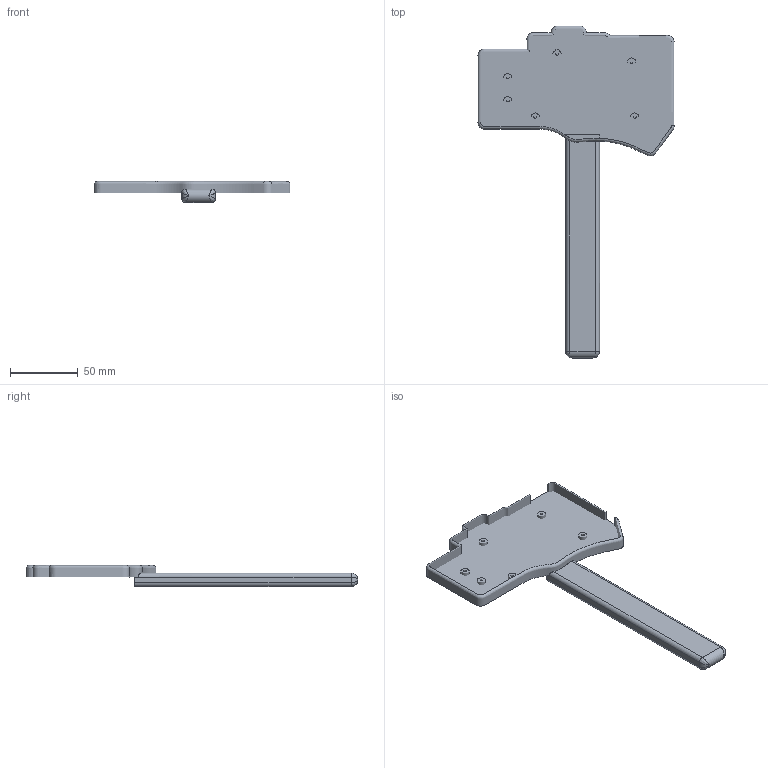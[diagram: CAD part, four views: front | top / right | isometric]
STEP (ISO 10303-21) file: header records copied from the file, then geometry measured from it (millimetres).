
FILE_DESCRIPTION(/* description */ ('STEP AP242','CAx-IF Rec.Pracs.---Representation and Presentation of Product Manufacturing Information (PMI)---4.0---2014-10-13','CAx-IF Rec.Pracs.---3D Tessellated Geometry---0.4---2014-09-14','2;1'),/* implementation_level */ '2;1');
FILE_NAME(/* name */ 'Part Studio 1 - Part 1',/* time_stamp */ '2025-10-06T01:32:33Z',/* author */ (''),/* organization */ (''),/* preprocessor_version */ 'ST-DEVELOPER v20',/* originating_system */ 'ONSHAPE BY PTC INC, 1.204',/* authorisation */ ' ');
FILE_SCHEMA (('AP242_MANAGED_MODEL_BASED_3D_ENGINEERING_MIM_LF { 1 0 10303 442 1 1 4 }'));
Length unit declared in the file: metre
Products named in the file (1): Part 1
Bounding box: 144.82 x 245.25 x 15.6 mm (x, y, z)
Surface area: 38953.5 mm2 (no closed solid volume)
Topology: 0 solids, 3 shells, 21 faces, 50 edges, 28 vertices
Faces by surface type: plane 9, cylinder 7, bspline 4, other 1
Entity records: 756 total; most frequent: CARTESIAN_POINT 275, DIRECTION 82, ORIENTED_EDGE 80, EDGE_CURVE 46, AXIS2_PLACEMENT_3D 31, VERTEX_POINT 28, LINE 20, VECTOR 20
